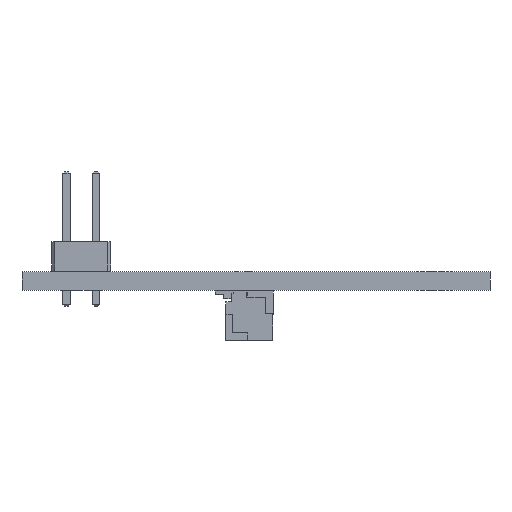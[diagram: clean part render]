
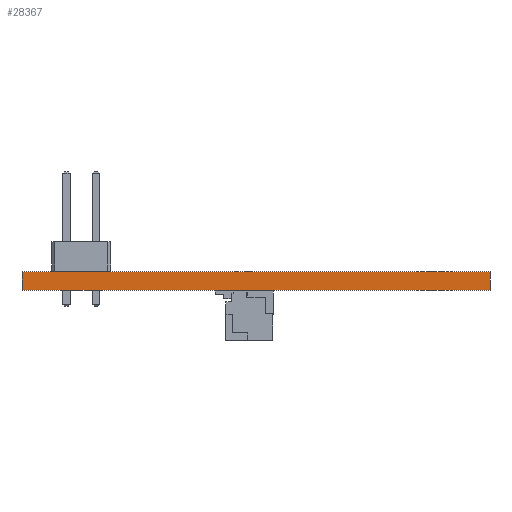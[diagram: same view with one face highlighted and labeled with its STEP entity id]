
A CAD part, front view. The second image highlights one B-rep face of the part: STEP entity #28367.
In plain terms, the highlighted planar face has unit normal (0, -1, 0).
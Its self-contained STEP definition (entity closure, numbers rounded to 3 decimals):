
#28367 = ADVANCED_FACE('',(#28368),#28382,.T.);
#28368 = FACE_BOUND('',#28369,.T.);
#28369 = EDGE_LOOP('',(#28370,#28405,#28433,#28461));
#28370 = ORIENTED_EDGE('',*,*,#28371,.T.);
#28371 = EDGE_CURVE('',#28372,#28374,#28376,.T.);
#28372 = VERTEX_POINT('',#28373);
#28373 = CARTESIAN_POINT('',(147.066,-116.586,0.));
#28374 = VERTEX_POINT('',#28375);
#28375 = CARTESIAN_POINT('',(147.066,-116.586,1.6));
#28376 = SURFACE_CURVE('',#28377,(#28381,#28393),.PCURVE_S1.);
#28377 = LINE('',#28378,#28379);
#28378 = CARTESIAN_POINT('',(147.066,-116.586,0.));
#28379 = VECTOR('',#28380,1.);
#28380 = DIRECTION('',(0.,0.,1.));
#28381 = PCURVE('',#28382,#28387);
#28382 = PLANE('',#28383);
#28383 = AXIS2_PLACEMENT_3D('',#28384,#28385,#28386);
#28384 = CARTESIAN_POINT('',(147.066,-116.586,0.));
#28385 = DIRECTION('',(0.,-1.,0.));
#28386 = DIRECTION('',(-1.,0.,0.));
#28387 = DEFINITIONAL_REPRESENTATION('',(#28388),#28392);
#28388 = LINE('',#28389,#28390);
#28389 = CARTESIAN_POINT('',(0.,-0.));
#28390 = VECTOR('',#28391,1.);
#28391 = DIRECTION('',(0.,-1.));
#28392 = ( GEOMETRIC_REPRESENTATION_CONTEXT(2) 
PARAMETRIC_REPRESENTATION_CONTEXT() REPRESENTATION_CONTEXT('2D SPACE',''
  ) );
#28393 = PCURVE('',#28394,#28399);
#28394 = PLANE('',#28395);
#28395 = AXIS2_PLACEMENT_3D('',#28396,#28397,#28398);
#28396 = CARTESIAN_POINT('',(147.066,-76.454,0.));
#28397 = DIRECTION('',(1.,0.,-0.));
#28398 = DIRECTION('',(0.,-1.,0.));
#28399 = DEFINITIONAL_REPRESENTATION('',(#28400),#28404);
#28400 = LINE('',#28401,#28402);
#28401 = CARTESIAN_POINT('',(40.132,0.));
#28402 = VECTOR('',#28403,1.);
#28403 = DIRECTION('',(0.,-1.));
#28404 = ( GEOMETRIC_REPRESENTATION_CONTEXT(2) 
PARAMETRIC_REPRESENTATION_CONTEXT() REPRESENTATION_CONTEXT('2D SPACE',''
  ) );
#28405 = ORIENTED_EDGE('',*,*,#28406,.T.);
#28406 = EDGE_CURVE('',#28374,#28407,#28409,.T.);
#28407 = VERTEX_POINT('',#28408);
#28408 = CARTESIAN_POINT('',(106.934,-116.586,1.6));
#28409 = SURFACE_CURVE('',#28410,(#28414,#28421),.PCURVE_S1.);
#28410 = LINE('',#28411,#28412);
#28411 = CARTESIAN_POINT('',(147.066,-116.586,1.6));
#28412 = VECTOR('',#28413,1.);
#28413 = DIRECTION('',(-1.,0.,0.));
#28414 = PCURVE('',#28382,#28415);
#28415 = DEFINITIONAL_REPRESENTATION('',(#28416),#28420);
#28416 = LINE('',#28417,#28418);
#28417 = CARTESIAN_POINT('',(0.,-1.6));
#28418 = VECTOR('',#28419,1.);
#28419 = DIRECTION('',(1.,0.));
#28420 = ( GEOMETRIC_REPRESENTATION_CONTEXT(2) 
PARAMETRIC_REPRESENTATION_CONTEXT() REPRESENTATION_CONTEXT('2D SPACE',''
  ) );
#28421 = PCURVE('',#28422,#28427);
#28422 = PLANE('',#28423);
#28423 = AXIS2_PLACEMENT_3D('',#28424,#28425,#28426);
#28424 = CARTESIAN_POINT('',(127.,-96.52,1.6));
#28425 = DIRECTION('',(-0.,-0.,-1.));
#28426 = DIRECTION('',(-1.,0.,0.));
#28427 = DEFINITIONAL_REPRESENTATION('',(#28428),#28432);
#28428 = LINE('',#28429,#28430);
#28429 = CARTESIAN_POINT('',(-20.066,-20.066));
#28430 = VECTOR('',#28431,1.);
#28431 = DIRECTION('',(1.,0.));
#28432 = ( GEOMETRIC_REPRESENTATION_CONTEXT(2) 
PARAMETRIC_REPRESENTATION_CONTEXT() REPRESENTATION_CONTEXT('2D SPACE',''
  ) );
#28433 = ORIENTED_EDGE('',*,*,#28434,.F.);
#28434 = EDGE_CURVE('',#28435,#28407,#28437,.T.);
#28435 = VERTEX_POINT('',#28436);
#28436 = CARTESIAN_POINT('',(106.934,-116.586,0.));
#28437 = SURFACE_CURVE('',#28438,(#28442,#28449),.PCURVE_S1.);
#28438 = LINE('',#28439,#28440);
#28439 = CARTESIAN_POINT('',(106.934,-116.586,0.));
#28440 = VECTOR('',#28441,1.);
#28441 = DIRECTION('',(0.,0.,1.));
#28442 = PCURVE('',#28382,#28443);
#28443 = DEFINITIONAL_REPRESENTATION('',(#28444),#28448);
#28444 = LINE('',#28445,#28446);
#28445 = CARTESIAN_POINT('',(40.132,0.));
#28446 = VECTOR('',#28447,1.);
#28447 = DIRECTION('',(0.,-1.));
#28448 = ( GEOMETRIC_REPRESENTATION_CONTEXT(2) 
PARAMETRIC_REPRESENTATION_CONTEXT() REPRESENTATION_CONTEXT('2D SPACE',''
  ) );
#28449 = PCURVE('',#28450,#28455);
#28450 = PLANE('',#28451);
#28451 = AXIS2_PLACEMENT_3D('',#28452,#28453,#28454);
#28452 = CARTESIAN_POINT('',(106.934,-116.586,0.));
#28453 = DIRECTION('',(-1.,0.,0.));
#28454 = DIRECTION('',(0.,1.,0.));
#28455 = DEFINITIONAL_REPRESENTATION('',(#28456),#28460);
#28456 = LINE('',#28457,#28458);
#28457 = CARTESIAN_POINT('',(0.,0.));
#28458 = VECTOR('',#28459,1.);
#28459 = DIRECTION('',(0.,-1.));
#28460 = ( GEOMETRIC_REPRESENTATION_CONTEXT(2) 
PARAMETRIC_REPRESENTATION_CONTEXT() REPRESENTATION_CONTEXT('2D SPACE',''
  ) );
#28461 = ORIENTED_EDGE('',*,*,#28462,.F.);
#28462 = EDGE_CURVE('',#28372,#28435,#28463,.T.);
#28463 = SURFACE_CURVE('',#28464,(#28468,#28475),.PCURVE_S1.);
#28464 = LINE('',#28465,#28466);
#28465 = CARTESIAN_POINT('',(147.066,-116.586,0.));
#28466 = VECTOR('',#28467,1.);
#28467 = DIRECTION('',(-1.,0.,0.));
#28468 = PCURVE('',#28382,#28469);
#28469 = DEFINITIONAL_REPRESENTATION('',(#28470),#28474);
#28470 = LINE('',#28471,#28472);
#28471 = CARTESIAN_POINT('',(0.,-0.));
#28472 = VECTOR('',#28473,1.);
#28473 = DIRECTION('',(1.,0.));
#28474 = ( GEOMETRIC_REPRESENTATION_CONTEXT(2) 
PARAMETRIC_REPRESENTATION_CONTEXT() REPRESENTATION_CONTEXT('2D SPACE',''
  ) );
#28475 = PCURVE('',#28476,#28481);
#28476 = PLANE('',#28477);
#28477 = AXIS2_PLACEMENT_3D('',#28478,#28479,#28480);
#28478 = CARTESIAN_POINT('',(127.,-96.52,0.));
#28479 = DIRECTION('',(-0.,-0.,-1.));
#28480 = DIRECTION('',(-1.,0.,0.));
#28481 = DEFINITIONAL_REPRESENTATION('',(#28482),#28486);
#28482 = LINE('',#28483,#28484);
#28483 = CARTESIAN_POINT('',(-20.066,-20.066));
#28484 = VECTOR('',#28485,1.);
#28485 = DIRECTION('',(1.,0.));
#28486 = ( GEOMETRIC_REPRESENTATION_CONTEXT(2) 
PARAMETRIC_REPRESENTATION_CONTEXT() REPRESENTATION_CONTEXT('2D SPACE',''
  ) );
